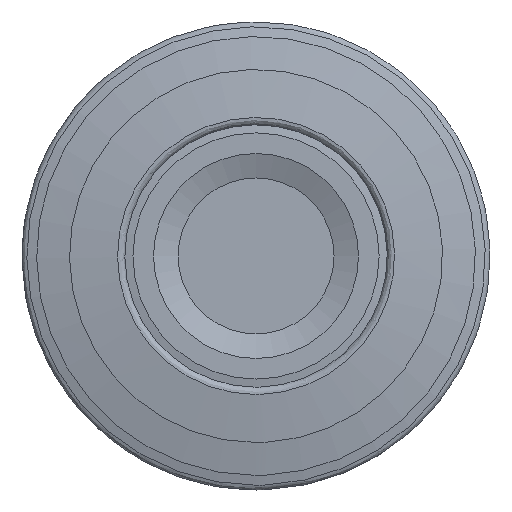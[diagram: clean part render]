
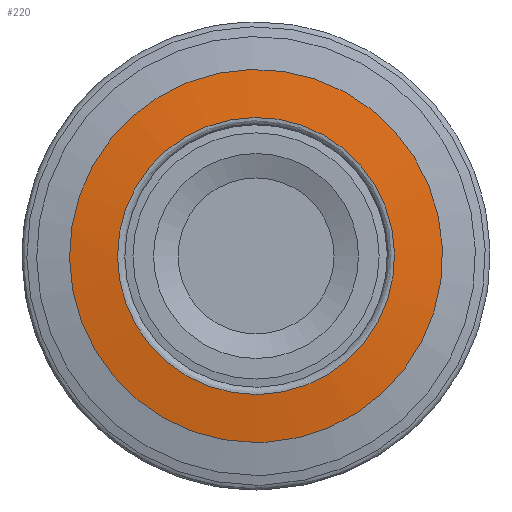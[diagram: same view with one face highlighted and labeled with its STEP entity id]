
A CAD part, left-side view. The second image highlights one B-rep face of the part: STEP entity #220.
In plain terms, the highlighted face is a revolution surface.
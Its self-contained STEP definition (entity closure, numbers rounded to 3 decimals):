
#40=SURFACE_OF_REVOLUTION('',#72,#56);
#56=AXIS1_PLACEMENT('',#775,#654);
#72=LINE('',#774,#80);
#80=VECTOR('',#653,4.37);
#166=FACE_BOUND('',#284,.T.);
#167=FACE_BOUND('',#285,.T.);
#220=ADVANCED_FACE('',(#166,#167),#40,.F.);
#284=EDGE_LOOP('',(#358));
#285=EDGE_LOOP('',(#359));
#358=ORIENTED_EDGE('',*,*,#448,.T.);
#359=ORIENTED_EDGE('',*,*,#449,.F.);
#411=VERTEX_POINT('',#771);
#412=VERTEX_POINT('',#773);
#448=EDGE_CURVE('',#411,#411,#485,.T.);
#449=EDGE_CURVE('',#412,#412,#486,.T.);
#485=CIRCLE('',#545,12.431);
#486=CIRCLE('',#546,16.739);
#545=AXIS2_PLACEMENT_3D('',#770,#649,#650);
#546=AXIS2_PLACEMENT_3D('',#772,#651,#652);
#649=DIRECTION('',(1.,0.,0.));
#650=DIRECTION('',(0.,0.,-1.));
#651=DIRECTION('',(1.,0.,0.));
#652=DIRECTION('',(0.,0.,-1.));
#653=DIRECTION('',(-0.139,0.988,0.064));
#654=DIRECTION('',(1.,0.,0.));
#770=CARTESIAN_POINT('',(0.,0.,0.));
#771=CARTESIAN_POINT('',(0.,0.,-12.431));
#772=CARTESIAN_POINT('',(0.606,0.,0.));
#773=CARTESIAN_POINT('',(0.606,0.,-16.739));
#774=CARTESIAN_POINT('',(0.606,-16.736,0.308));
#775=CARTESIAN_POINT('',(0.,0.,0.));
